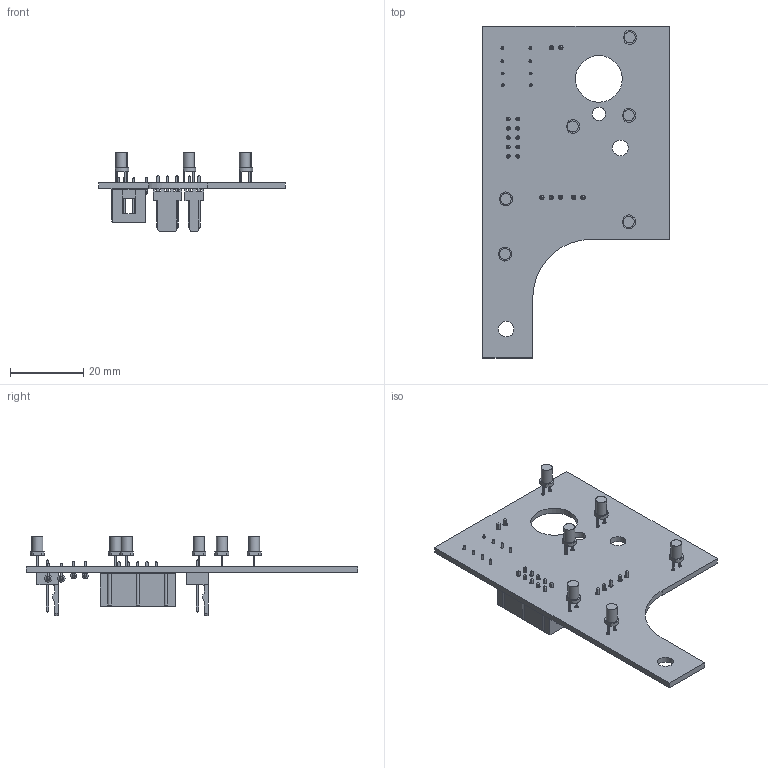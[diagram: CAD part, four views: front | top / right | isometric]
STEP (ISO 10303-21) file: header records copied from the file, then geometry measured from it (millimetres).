
FILE_DESCRIPTION(('KiCad electronic assembly'),'2;1');
FILE_NAME('OBOGS.step','2024-06-29T07:48:20',('Pcbnew'),('Kicad'), 'Open CASCADE STEP processor 7.7','KiCad to STEP converter','Unknown' );
FILE_SCHEMA(('AUTOMOTIVE_DESIGN { 1 0 10303 214 1 1 1 1 }'));
Length unit declared in the file: millimetre
Products named in the file (14): OBOGS 1; LED_D3.0mm_FlatTop; R_Axial_DIN0204_L3.6mm_D1.6mm_P7.62mm_Horizontal; R_Axial_DIN0204_L36mm_D16mm_P762mm_Horizontal; Molex_KK-254_AE-6410-02A_1x02_P2.54mm_Vertical; Molex_AE_6410_02A; IDC-Header_2x05_P2.54mm_Vertical; IDC_Header_2x05_P254mm_Vertical; D_DO-35_SOD27_P7.62mm_Horizontal; Molex_KK-254_AE-6410-03A_1x03_P2.54mm_Vertical; Molex_AE_6410_03A; OBOGS_PCB
Assembly tree (21 placements, depth 3):
  OBOGS 1
    LED_D3.0mm_FlatTop  x6
      LED_D3.0mm_FlatTop
    R_Axial_DIN0204_L3.6mm_D1.6mm_P7.62mm_Horizontal  x2
      R_Axial_DIN0204_L36mm_D16mm_P762mm_Horizontal
    Molex_KK-254_AE-6410-02A_1x02_P2.54mm_Vertical  x2
      Molex_AE_6410_02A
    IDC-Header_2x05_P2.54mm_Vertical
      IDC_Header_2x05_P254mm_Vertical
    D_DO-35_SOD27_P7.62mm_Horizontal  x2
      D_DO-35_SOD27_P7.62mm_Horizontal
    Molex_KK-254_AE-6410-03A_1x03_P2.54mm_Vertical
      Molex_AE_6410_03A
    OBOGS_PCB
Bounding box: 50.8 x 90.42 x 21.7 mm (x, y, z)
Volume: 6713 mm3; surface area: 10247.2 mm2
Topology: 17 solids, 17 shells, 655 faces, 1523 edges, 962 vertices
Faces by surface type: plane 547, cylinder 92, torus 16
Full cylindrical faces by diameter (mm): 0.5 x14, 0.7 x4, 0.8 x4, 0.9 x12, 1 x16, 1.19 x7, 1.44 x2, 1.6 x4, 2 x4, 2.02 x2, 3 x6, 3.572 x1, 4.3 x2, 12.7 x1
Entity records: 16961 total; most frequent: CARTESIAN_POINT 2350, DIRECTION 2289, ORIENTED_EDGE 2272, EDGE_CURVE 1136, LINE 981, VECTOR 981, VERTEX_POINT 715, AXIS2_PLACEMENT_3D 654
